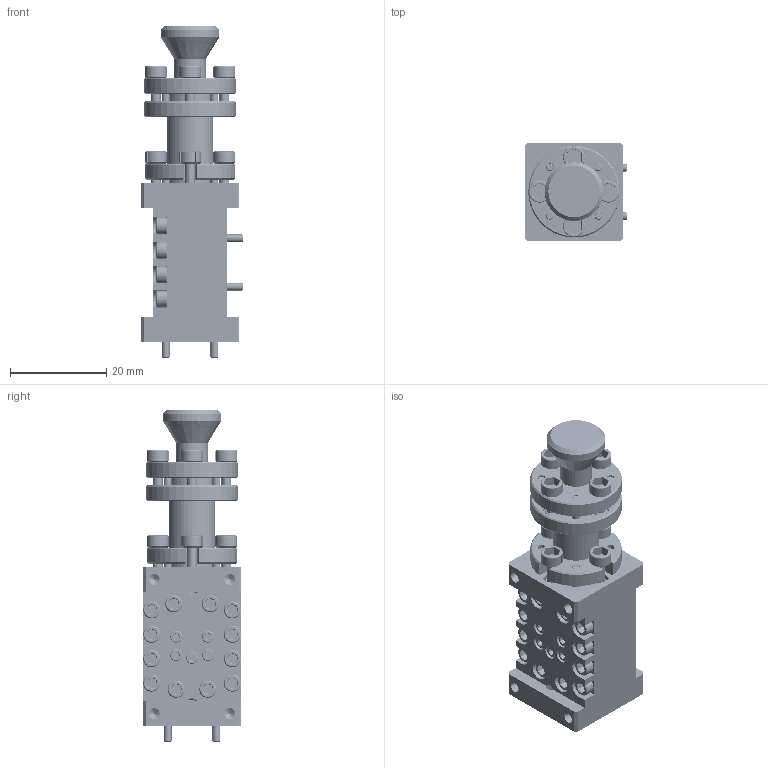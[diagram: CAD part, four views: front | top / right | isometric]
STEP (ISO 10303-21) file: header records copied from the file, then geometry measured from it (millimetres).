
FILE_DESCRIPTION (( 'STEP AP203' ), '1' );
FILE_NAME ('SAF-6039031340-141-S1-122-DP.STEP', '2019-05-14T22:53:14', ( '' ), ( '' ), 'SwSTEP 2.0', 'SolidWorks 2016', '' );
FILE_SCHEMA (( 'CONFIG_CONTROL_DESIGN' ));
Products named in the file (1): SAF-6039031340-141-S1-122-DP
Bounding box: 21.15 x 20.32 x 69.1 mm (x, y, z)
Volume: 14649.2 mm3; surface area: 13936.9 mm2
Topology: 41 solids, 41 shells, 3790 faces, 10365 edges, 6667 vertices
Faces by surface type: cylinder 2048, plane 1205, cone 479, bspline 42, torus 16
Entity records: 152434 total; most frequent: CARTESIAN_POINT 66868, ORIENTED_EDGE 20526, DIRECTION 15263, EDGE_CURVE 10263, VERTEX_POINT 6667, AXIS2_PLACEMENT_3D 5650, EDGE_LOOP 3984, VECTOR 3963
